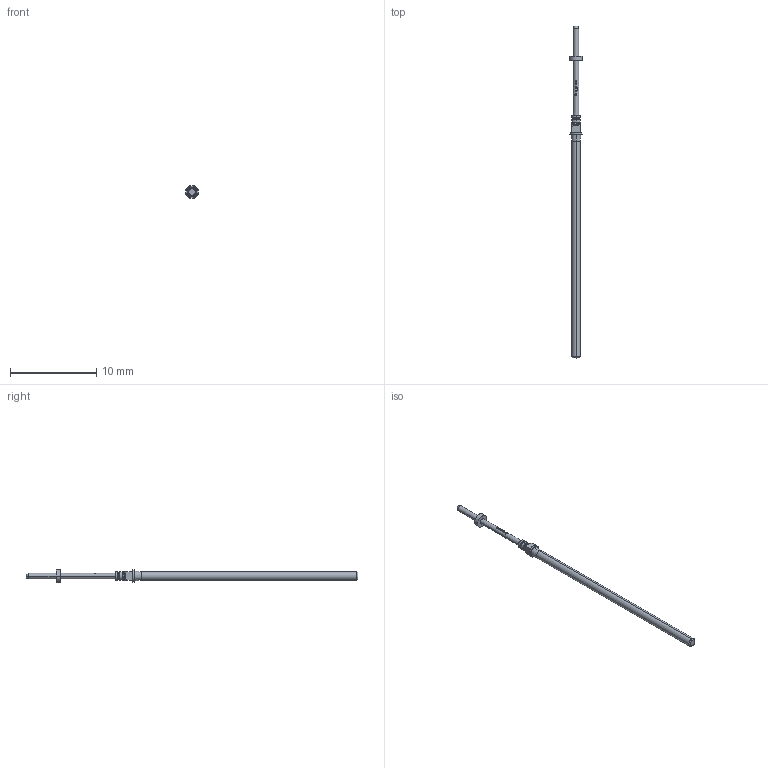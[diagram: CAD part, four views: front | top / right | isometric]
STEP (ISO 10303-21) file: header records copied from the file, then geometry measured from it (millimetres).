
FILE_DESCRIPTION (( 'STEP AP203' ), '1' );
FILE_NAME ('INGUN_T-075_305_064_350_150A1502M.STEP', '2023-02-15T12:51:30', ( '' ), ( '' ), 'SwSTEP 2.0', 'SolidWorks 2021', '' );
FILE_SCHEMA (( 'CONFIG_CONTROL_DESIGN' ));
Length unit declared in the file: millimetre
Products named in the file (1): INGUN_T-075_305_064_350_150A1502M
Bounding box: 1.5 x 38.6 x 1.5 mm (x, y, z)
Volume: 26.5 mm3; surface area: 117.1 mm2
Topology: 1 solids, 1 shells, 104 faces, 256 edges, 164 vertices
Faces by surface type: bspline 51, cone 15, cylinder 14, plane 14, torus 10
Entity records: 4011 total; most frequent: CARTESIAN_POINT 1896, ORIENTED_EDGE 512, DIRECTION 262, EDGE_CURVE 256, VERTEX_POINT 164, B_SPLINE_CURVE_WITH_KNOTS 162, AXIS2_PLACEMENT_3D 114, EDGE_LOOP 114
